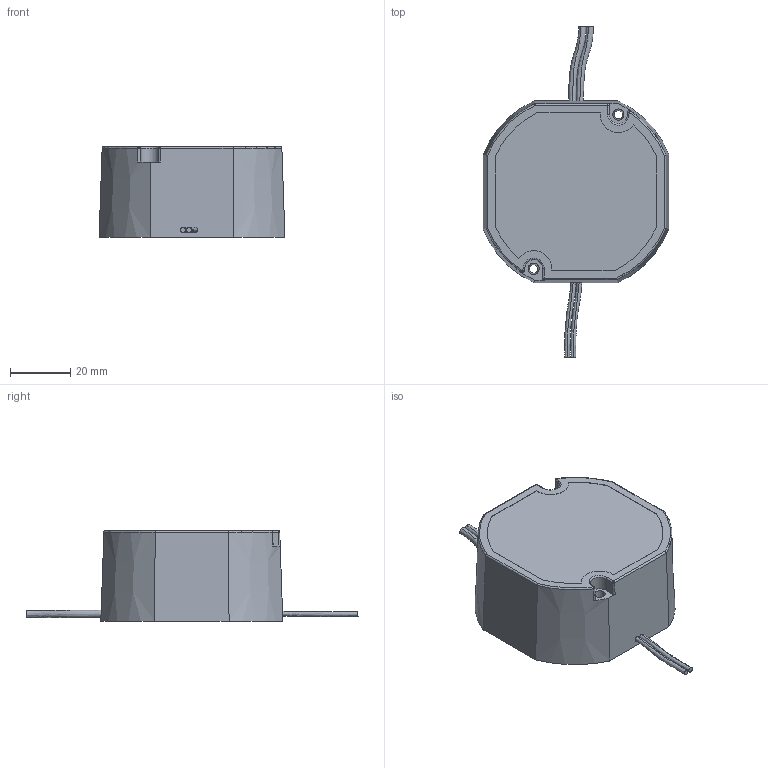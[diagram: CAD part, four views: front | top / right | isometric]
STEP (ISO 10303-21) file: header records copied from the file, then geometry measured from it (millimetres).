
FILE_DESCRIPTION (( 'STEP AP214' ), '1' );
FILE_NAME ('ADE2401.STEP', '2017-01-10T10:41:50', ( '' ), ( '' ), 'SwSTEP 2.0', 'SolidWorks 2016', '' );
FILE_SCHEMA (( 'AUTOMOTIVE_DESIGN' ));
Length unit declared in the file: millimetre
Products named in the file (1): ADE2401
Bounding box: 61.5 x 109.8 x 30 mm (x, y, z)
Volume: 93820.6 mm3; surface area: 13533 mm2
Topology: 1 solids, 1 shells, 69 faces, 166 edges, 104 vertices
Faces by surface type: plane 23, cylinder 18, bspline 10, cone 8, torus 6, sphere 4
Entity records: 2872 total; most frequent: CARTESIAN_POINT 1128, ORIENTED_EDGE 332, DIRECTION 326, EDGE_CURVE 166, AXIS2_PLACEMENT_3D 132, VERTEX_POINT 104, EDGE_LOOP 80, CIRCLE 72
